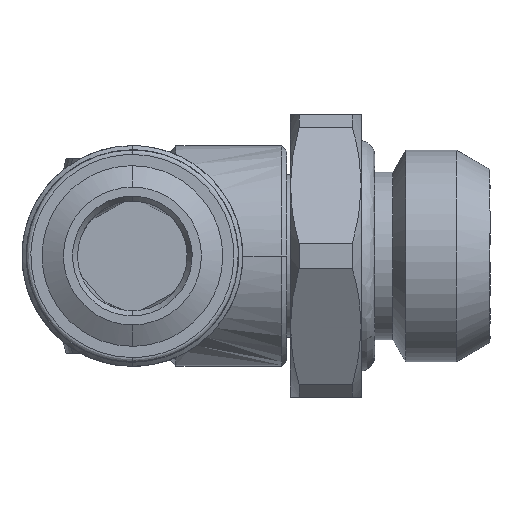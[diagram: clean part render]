
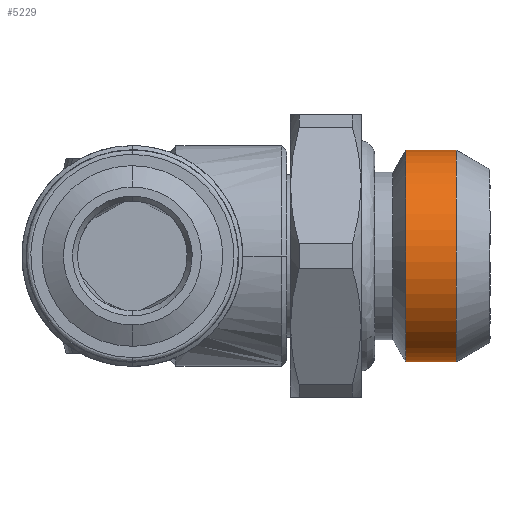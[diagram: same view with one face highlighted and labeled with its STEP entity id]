
A CAD part, left-side view. The second image highlights one B-rep face of the part: STEP entity #5229.
In plain terms, the highlighted free-form (B-spline) face has degree [1, 3] with [2, 4] control points.
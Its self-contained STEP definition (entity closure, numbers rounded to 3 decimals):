
#3 = B_SPLINE_CURVE_WITH_KNOTS ( 'NONE', 1,
 ( #4742, #6983 ),
 .UNSPECIFIED., .F., .F.,
 ( 2, 2 ),
 ( -1., 0. ),
 .UNSPECIFIED. ) ;
#1166 =( BOUNDED_CURVE ( )  B_SPLINE_CURVE ( 3, ( #7515, #1553, #4554, #7642 ),
 .UNSPECIFIED., .F., .F. ) 
 B_SPLINE_CURVE_WITH_KNOTS ( ( 4, 4 ),
 ( -3.142, 0. ),
 .UNSPECIFIED. ) 
 CURVE ( )  GEOMETRIC_REPRESENTATION_ITEM ( )  RATIONAL_B_SPLINE_CURVE ( ( 1., 0.333, 0.333, 1. ) ) 
 REPRESENTATION_ITEM ( '' )  );
#1308 =( BOUNDED_CURVE ( )  B_SPLINE_CURVE ( 3, ( #4255, #7274, #2730, #3574 ),
 .UNSPECIFIED., .F., .T. ) 
 B_SPLINE_CURVE_WITH_KNOTS ( ( 4, 4 ),
 ( -3.142, 0. ),
 .UNSPECIFIED. ) 
 CURVE ( )  GEOMETRIC_REPRESENTATION_ITEM ( )  RATIONAL_B_SPLINE_CURVE ( ( 1., 0.333, 0.333, 1. ) ) 
 REPRESENTATION_ITEM ( '' )  );
#1339 = ORIENTED_EDGE ( 'NONE', *, *, #5282, .F. ) ;
#1358 = CARTESIAN_POINT ( 'NONE',  ( -5.028, -69.719, 42.837 ) ) ;
#1553 = CARTESIAN_POINT ( 'NONE',  ( -17.028, -69.719, 42.837 ) ) ;
#1645 = EDGE_CURVE ( 'NONE', #9258, #4405, #1308, .T. ) ;
#1947 = CARTESIAN_POINT ( 'NONE',  ( -5.028, -66.846, 42.837 ) ) ;
#2047 = CARTESIAN_POINT ( 'NONE',  ( -5.028, -69.719, 30.837 ) ) ;
#2499 = CARTESIAN_POINT ( 'NONE',  ( -5.028, -69.719, 42.837 ) ) ;
#2730 = CARTESIAN_POINT ( 'NONE',  ( -17.028, -66.846, 30.837 ) ) ;
#2771 = FACE_OUTER_BOUND ( 'NONE', #7216, .T. ) ;
#2981 = VERTEX_POINT ( 'NONE', #5097 ) ;
#3574 = CARTESIAN_POINT ( 'NONE',  ( -5.028, -66.846, 30.837 ) ) ;
#3896 = ORIENTED_EDGE ( 'NONE', *, *, #5046, .F. ) ;
#4181 = CARTESIAN_POINT ( 'NONE',  ( -5.028, -66.846, 42.837 ) ) ;
#4255 = CARTESIAN_POINT ( 'NONE',  ( -5.028, -66.846, 42.837 ) ) ;
#4405 = VERTEX_POINT ( 'NONE', #7862 ) ;
#4546 =( BOUNDED_SURFACE ( )  B_SPLINE_SURFACE ( 1, 3, ( 
 ( #1947, #7996, #7269, #7310 ),
 ( #8897, #7405, #9701, #2047 ) ),
 .UNSPECIFIED., .F., .F., .T. ) 
 B_SPLINE_SURFACE_WITH_KNOTS ( ( 2, 2 ),
 ( 4, 4 ),
 ( 0., 1. ),
 ( 0., 1. ),
 .UNSPECIFIED. ) 
 GEOMETRIC_REPRESENTATION_ITEM ( )  RATIONAL_B_SPLINE_SURFACE ( (
 ( 1., 0.333, 0.333, 1.),
 ( 1., 0.333, 0.333, 1.) ) ) 
 REPRESENTATION_ITEM ( '' )  SURFACE ( )  );
#4554 = CARTESIAN_POINT ( 'NONE',  ( -17.028, -69.719, 30.837 ) ) ;
#4742 = CARTESIAN_POINT ( 'NONE',  ( -5.028, -69.719, 30.837 ) ) ;
#5046 = EDGE_CURVE ( 'NONE', #9258, #5384, #6648, .T. ) ;
#5097 = CARTESIAN_POINT ( 'NONE',  ( -5.028, -69.719, 30.837 ) ) ;
#5099 = CARTESIAN_POINT ( 'NONE',  ( -5.028, -66.846, 42.837 ) ) ;
#5229 = ADVANCED_FACE ( 'NONE', ( #2771 ), #4546, .F. ) ;
#5282 = EDGE_CURVE ( 'NONE', #5384, #2981, #1166, .T. ) ;
#5384 = VERTEX_POINT ( 'NONE', #2499 ) ;
#6648 = B_SPLINE_CURVE_WITH_KNOTS ( 'NONE', 1,
 ( #5099, #1358 ),
 .UNSPECIFIED., .F., .F.,
 ( 2, 2 ),
 ( -1., 0. ),
 .UNSPECIFIED. ) ;
#6970 = ORIENTED_EDGE ( 'NONE', *, *, #7360, .F. ) ;
#6983 = CARTESIAN_POINT ( 'NONE',  ( -5.028, -66.846, 30.837 ) ) ;
#7216 = EDGE_LOOP ( 'NONE', ( #8489, #6970, #1339, #3896 ) ) ;
#7269 = CARTESIAN_POINT ( 'NONE',  ( -17.028, -66.846, 30.837 ) ) ;
#7274 = CARTESIAN_POINT ( 'NONE',  ( -17.028, -66.846, 42.837 ) ) ;
#7310 = CARTESIAN_POINT ( 'NONE',  ( -5.028, -66.846, 30.837 ) ) ;
#7360 = EDGE_CURVE ( 'NONE', #2981, #4405, #3, .T. ) ;
#7405 = CARTESIAN_POINT ( 'NONE',  ( -17.028, -69.719, 42.837 ) ) ;
#7515 = CARTESIAN_POINT ( 'NONE',  ( -5.028, -69.719, 42.837 ) ) ;
#7642 = CARTESIAN_POINT ( 'NONE',  ( -5.028, -69.719, 30.837 ) ) ;
#7862 = CARTESIAN_POINT ( 'NONE',  ( -5.028, -66.846, 30.837 ) ) ;
#7996 = CARTESIAN_POINT ( 'NONE',  ( -17.028, -66.846, 42.837 ) ) ;
#8489 = ORIENTED_EDGE ( 'NONE', *, *, #1645, .T. ) ;
#8897 = CARTESIAN_POINT ( 'NONE',  ( -5.028, -69.719, 42.837 ) ) ;
#9258 = VERTEX_POINT ( 'NONE', #4181 ) ;
#9701 = CARTESIAN_POINT ( 'NONE',  ( -17.028, -69.719, 30.837 ) ) ;
